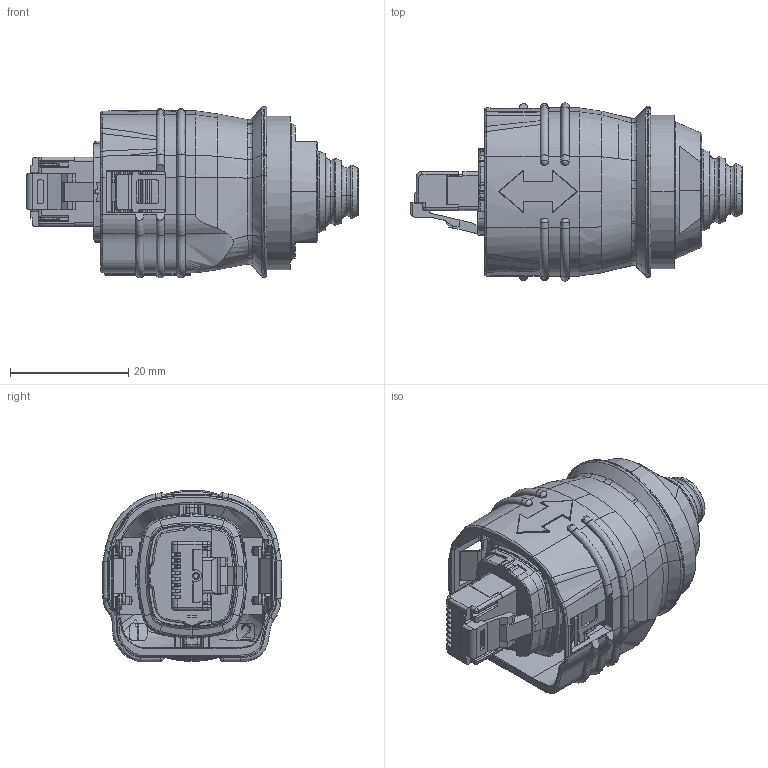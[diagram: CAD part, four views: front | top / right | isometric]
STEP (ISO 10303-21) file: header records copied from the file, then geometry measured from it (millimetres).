
FILE_DESCRIPTION (( 'STEP AP203' ), '1' );
FILE_NAME ('Customer-BB3021A39(82-00735)-BL.STEP', '2021-11-09T14:47:42', ( '' ), ( '' ), 'SwSTEP 2.0', 'SolidWorks 2018', '' );
FILE_SCHEMA (( 'CONFIG_CONTROL_DESIGN' ));
Length unit declared in the file: millimetre
Products named in the file (1): Customer-BB3021A39(82-00735)-BL
Bounding box: 56.14 x 30.12 x 29.05 mm (x, y, z)
Volume: 17552 mm3; surface area: 13147.6 mm2
Topology: 2 solids, 43 shells, 2395 faces, 6169 edges, 3815 vertices
Faces by surface type: plane 942, cylinder 658, bspline 281, torus 234, cone 215, sphere 65
Entity records: 98503 total; most frequent: CARTESIAN_POINT 43130, ORIENTED_EDGE 12154, DIRECTION 10775, EDGE_CURVE 6077, AXIS2_PLACEMENT_3D 3852, VERTEX_POINT 3794, VECTOR 3071, LINE 3071
